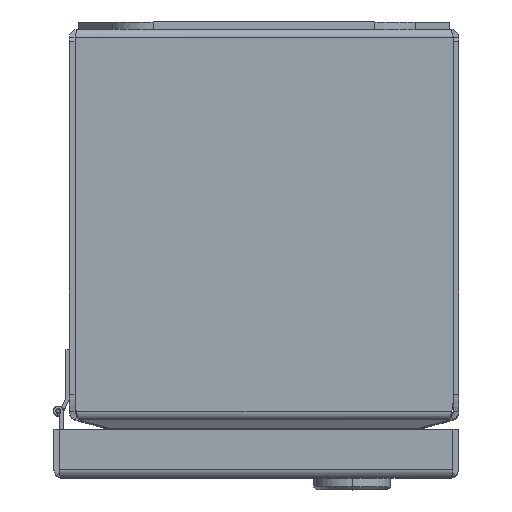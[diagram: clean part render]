
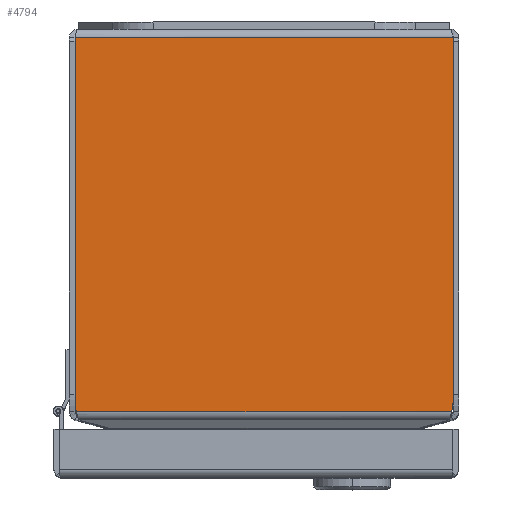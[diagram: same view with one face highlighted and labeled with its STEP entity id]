
A CAD part, top view. The second image highlights one B-rep face of the part: STEP entity #4794.
In plain terms, the highlighted planar face has unit normal (0, 0, 1).
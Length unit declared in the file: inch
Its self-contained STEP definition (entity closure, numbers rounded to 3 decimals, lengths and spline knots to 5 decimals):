
#282 = CARTESIAN_POINT ( 'NONE',  ( -1.94289, -0.086, 2. ) ) ;
#911 = CARTESIAN_POINT ( 'NONE',  ( 1.66189, -3.83953, 2. ) ) ;
#2329 = ORIENTED_EDGE ( 'NONE', *, *, #16039, .F. ) ;
#2481 = DIRECTION ( 'NONE',  ( 0., 0., -1. ) ) ;
#3282 = LINE ( 'NONE', #7459, #13118 ) ;
#3466 = AXIS2_PLACEMENT_3D ( 'NONE', #10892, #2481, #16390 ) ;
#3590 = ORIENTED_EDGE ( 'NONE', *, *, #10043, .T. ) ;
#3682 = DIRECTION ( 'NONE',  ( 1., 0., 0. ) ) ;
#3701 = DIRECTION ( 'NONE',  ( -1., 0., 0. ) ) ;
#4145 = CARTESIAN_POINT ( 'NONE',  ( 1.94289, -3.83953, 2. ) ) ;
#4259 = VERTEX_POINT ( 'NONE', #17241 ) ;
#4262 = VERTEX_POINT ( 'NONE', #7766 ) ;
#4634 = VECTOR ( 'NONE', #3682, 39.37008 ) ;
#4794 = ADVANCED_FACE ( 'NONE', ( #14872 ), #17753, .F. ) ;
#5153 = DIRECTION ( 'NONE',  ( 0., 0., -1. ) ) ;
#5971 = CARTESIAN_POINT ( 'NONE',  ( 1.94289, -0.086, 2. ) ) ;
#6182 = ORIENTED_EDGE ( 'NONE', *, *, #8656, .F. ) ;
#6395 = CIRCLE ( 'NONE', #16472, 0.281 ) ;
#7356 = AXIS2_PLACEMENT_3D ( 'NONE', #911, #5153, #17461 ) ;
#7359 = CARTESIAN_POINT ( 'NONE',  ( -1.94289, -3.83953, 2. ) ) ;
#7434 = ORIENTED_EDGE ( 'NONE', *, *, #13879, .F. ) ;
#7459 = CARTESIAN_POINT ( 'NONE',  ( 1.94289, -0.086, 2. ) ) ;
#7766 = CARTESIAN_POINT ( 'NONE',  ( -1.92653, -3.93401, 2. ) ) ;
#7864 = CARTESIAN_POINT ( 'NONE',  ( 13.527, -3.93401, 2. ) ) ;
#8342 = DIRECTION ( 'NONE',  ( 0., -1., 0. ) ) ;
#8656 = EDGE_CURVE ( 'NONE', #11589, #14996, #3282, .T. ) ;
#9481 = CARTESIAN_POINT ( 'NONE',  ( -1.66189, -3.83953, 2. ) ) ;
#9831 = DIRECTION ( 'NONE',  ( -1., 0., 0. ) ) ;
#10043 = EDGE_CURVE ( 'NONE', #12439, #15508, #11048, .T. ) ;
#10048 = CARTESIAN_POINT ( 'NONE',  ( -1.94289, -0.086, 2. ) ) ;
#10201 = VECTOR ( 'NONE', #8342, 39.37008 ) ;
#10552 = CARTESIAN_POINT ( 'NONE',  ( -1.914, -0.086, 2. ) ) ;
#10569 = LINE ( 'NONE', #7864, #11640 ) ;
#10804 = CIRCLE ( 'NONE', #7356, 0.281 ) ;
#10892 = CARTESIAN_POINT ( 'NONE',  ( 13.527, 0., 2. ) ) ;
#11048 = LINE ( 'NONE', #282, #10201 ) ;
#11383 = EDGE_CURVE ( 'NONE', #14996, #4259, #10804, .T. ) ;
#11589 = VERTEX_POINT ( 'NONE', #5971 ) ;
#11640 = VECTOR ( 'NONE', #3701, 39.37008 ) ;
#11709 = ORIENTED_EDGE ( 'NONE', *, *, #11383, .F. ) ;
#11899 = EDGE_LOOP ( 'NONE', ( #11709, #6182, #13113, #3590, #2329, #7434 ) ) ;
#12439 = VERTEX_POINT ( 'NONE', #10048 ) ;
#12962 = DIRECTION ( 'NONE',  ( 0., -1., 0. ) ) ;
#13113 = ORIENTED_EDGE ( 'NONE', *, *, #16336, .F. ) ;
#13118 = VECTOR ( 'NONE', #12962, 39.37008 ) ;
#13879 = EDGE_CURVE ( 'NONE', #4259, #4262, #10569, .T. ) ;
#14872 = FACE_OUTER_BOUND ( 'NONE', #11899, .T. ) ;
#14996 = VERTEX_POINT ( 'NONE', #4145 ) ;
#15426 = DIRECTION ( 'NONE',  ( 0., 0., -1. ) ) ;
#15508 = VERTEX_POINT ( 'NONE', #7359 ) ;
#16039 = EDGE_CURVE ( 'NONE', #4262, #15508, #6395, .T. ) ;
#16057 = LINE ( 'NONE', #10552, #4634 ) ;
#16336 = EDGE_CURVE ( 'NONE', #12439, #11589, #16057, .T. ) ;
#16390 = DIRECTION ( 'NONE',  ( -1., 0., 0. ) ) ;
#16472 = AXIS2_PLACEMENT_3D ( 'NONE', #9481, #15426, #9831 ) ;
#17241 = CARTESIAN_POINT ( 'NONE',  ( 1.92653, -3.93401, 2. ) ) ;
#17461 = DIRECTION ( 'NONE',  ( 0., 1., 0. ) ) ;
#17753 = PLANE ( 'NONE',  #3466 ) ;
